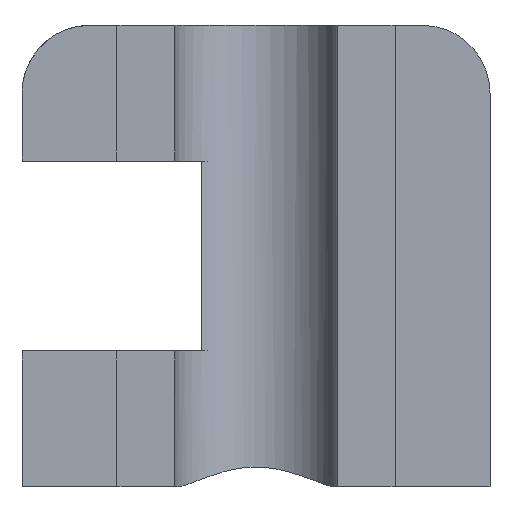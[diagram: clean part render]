
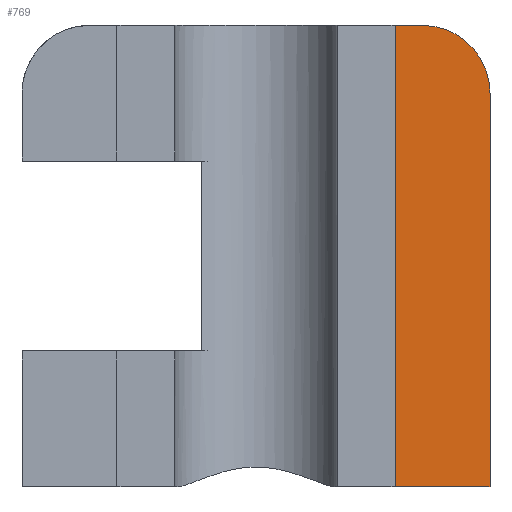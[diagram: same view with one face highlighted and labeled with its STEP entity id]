
A CAD part, front view. The second image highlights one B-rep face of the part: STEP entity #769.
In plain terms, the highlighted planar face has unit normal (0, -1, 0).
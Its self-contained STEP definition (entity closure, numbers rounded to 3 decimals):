
#16 = ORIENTED_EDGE ( 'NONE', *, *, #253, .T. ) ;
#47 = VERTEX_POINT ( 'NONE', #1332 ) ;
#66 = CARTESIAN_POINT ( 'NONE',  ( 34.5, -17.5, -68. ) ) ;
#90 = DIRECTION ( 'NONE',  ( 0., -1., 0. ) ) ;
#98 = CIRCLE ( 'NONE', #644, 10. ) ;
#179 = EDGE_LOOP ( 'NONE', ( #16, #451, #1005, #217, #1158 ) ) ;
#201 = DIRECTION ( 'NONE',  ( 1., 0., 0. ) ) ;
#217 = ORIENTED_EDGE ( 'NONE', *, *, #298, .F. ) ;
#240 = VERTEX_POINT ( 'NONE', #293 ) ;
#253 = EDGE_CURVE ( 'NONE', #1176, #377, #804, .T. ) ;
#293 = CARTESIAN_POINT ( 'NONE',  ( 20.5, -17.5, -68. ) ) ;
#298 = EDGE_CURVE ( 'NONE', #240, #47, #474, .T. ) ;
#322 = CARTESIAN_POINT ( 'NONE',  ( 24.5, -17.5, -10. ) ) ;
#377 = VERTEX_POINT ( 'NONE', #643 ) ;
#414 = CARTESIAN_POINT ( 'NONE',  ( 34.5, -17.5, -68. ) ) ;
#423 = VECTOR ( 'NONE', #709, 1000. ) ;
#451 = ORIENTED_EDGE ( 'NONE', *, *, #1212, .T. ) ;
#452 = CARTESIAN_POINT ( 'NONE',  ( 24.5, -17.5, 0. ) ) ;
#474 = LINE ( 'NONE', #604, #1210 ) ;
#511 = DIRECTION ( 'NONE',  ( 1., 0., 0. ) ) ;
#525 = CARTESIAN_POINT ( 'NONE',  ( 34.5, -17.5, -68. ) ) ;
#604 = CARTESIAN_POINT ( 'NONE',  ( 20.5, -17.5, -68. ) ) ;
#643 = CARTESIAN_POINT ( 'NONE',  ( 34.5, -17.5, -10. ) ) ;
#644 = AXIS2_PLACEMENT_3D ( 'NONE', #322, #90, #1403 ) ;
#709 = DIRECTION ( 'NONE',  ( 0., 0., 1. ) ) ;
#769 = ADVANCED_FACE ( 'NONE', ( #1057 ), #1274, .T. ) ;
#799 = LINE ( 'NONE', #1225, #1118 ) ;
#800 = EDGE_CURVE ( 'NONE', #240, #1176, #1146, .T. ) ;
#804 = LINE ( 'NONE', #66, #423 ) ;
#834 = DIRECTION ( 'NONE',  ( 1., 0., 0. ) ) ;
#839 = DIRECTION ( 'NONE',  ( 0., -1., 0. ) ) ;
#925 = VERTEX_POINT ( 'NONE', #452 ) ;
#1005 = ORIENTED_EDGE ( 'NONE', *, *, #1108, .F. ) ;
#1057 = FACE_OUTER_BOUND ( 'NONE', #179, .T. ) ;
#1100 = AXIS2_PLACEMENT_3D ( 'NONE', #1261, #839, #834 ) ;
#1108 = EDGE_CURVE ( 'NONE', #47, #925, #799, .T. ) ;
#1118 = VECTOR ( 'NONE', #511, 1000. ) ;
#1146 = LINE ( 'NONE', #414, #1355 ) ;
#1158 = ORIENTED_EDGE ( 'NONE', *, *, #800, .T. ) ;
#1176 = VERTEX_POINT ( 'NONE', #525 ) ;
#1210 = VECTOR ( 'NONE', #1258, 1000. ) ;
#1212 = EDGE_CURVE ( 'NONE', #377, #925, #98, .T. ) ;
#1225 = CARTESIAN_POINT ( 'NONE',  ( 34.5, -17.5, 0. ) ) ;
#1258 = DIRECTION ( 'NONE',  ( 0., 0., 1. ) ) ;
#1261 = CARTESIAN_POINT ( 'NONE',  ( 34.5, -17.5, -68. ) ) ;
#1274 = PLANE ( 'NONE',  #1100 ) ;
#1332 = CARTESIAN_POINT ( 'NONE',  ( 20.5, -17.5, 0. ) ) ;
#1355 = VECTOR ( 'NONE', #201, 1000. ) ;
#1403 = DIRECTION ( 'NONE',  ( 1., 0., 0. ) ) ;
